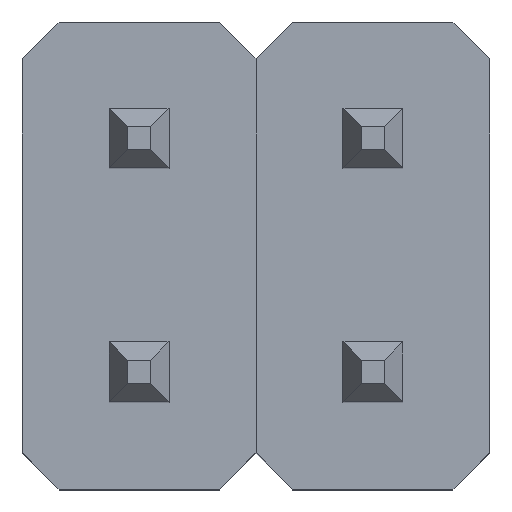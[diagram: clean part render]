
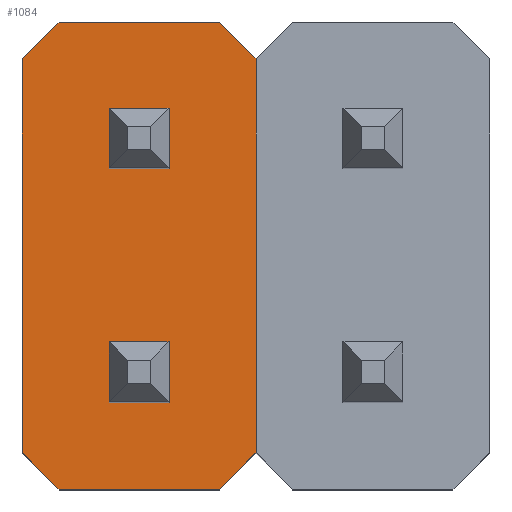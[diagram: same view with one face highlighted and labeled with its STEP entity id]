
A CAD part, top view. The second image highlights one B-rep face of the part: STEP entity #1084.
In plain terms, the highlighted planar face has unit normal (0, 0, 1).
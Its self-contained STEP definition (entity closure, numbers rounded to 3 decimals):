
#541=DIRECTION('',(1.,0.,0.));
#542=VECTOR('',#541,0.65);
#543=CARTESIAN_POINT('',(-0.325,-0.325,-0.4));
#544=LINE('',#543,#542);
#548=DIRECTION('',(0.,1.,0.));
#549=VECTOR('',#548,0.65);
#550=CARTESIAN_POINT('',(0.325,-0.325,-0.4));
#551=LINE('',#550,#549);
#555=DIRECTION('',(-1.,0.,0.));
#556=VECTOR('',#555,0.65);
#557=CARTESIAN_POINT('',(0.325,0.325,-0.4));
#558=LINE('',#557,#556);
#562=DIRECTION('',(0.,-1.,0.));
#563=VECTOR('',#562,0.65);
#564=CARTESIAN_POINT('',(-0.325,0.325,-0.4));
#565=LINE('',#564,#563);
#569=DIRECTION('',(0.,-1.,0.));
#570=VECTOR('',#569,0.65);
#571=CARTESIAN_POINT('',(0.325,-2.215,-0.4));
#572=LINE('',#571,#570);
#576=DIRECTION('',(1.,0.,0.));
#577=VECTOR('',#576,0.65);
#578=CARTESIAN_POINT('',(-0.325,-2.215,-0.4));
#579=LINE('',#578,#577);
#583=DIRECTION('',(0.,1.,0.));
#584=VECTOR('',#583,0.65);
#585=CARTESIAN_POINT('',(-0.325,-2.865,-0.4));
#586=LINE('',#585,#584);
#590=DIRECTION('',(-1.,0.,0.));
#591=VECTOR('',#590,0.65);
#592=CARTESIAN_POINT('',(0.325,-2.865,-0.4));
#593=LINE('',#592,#591);
#597=DIRECTION('',(-0.707,0.707,0.));
#598=VECTOR('',#597,0.566);
#599=CARTESIAN_POINT('',(1.27,0.87,-0.4));
#600=LINE('',#599,#598);
#604=DIRECTION('',(0.,-1.,0.));
#605=VECTOR('',#604,4.28);
#606=CARTESIAN_POINT('',(1.27,0.87,-0.4));
#607=LINE('',#606,#605);
#611=DIRECTION('',(0.707,0.707,0.));
#612=VECTOR('',#611,0.566);
#613=CARTESIAN_POINT('',(0.87,-3.81,-0.4));
#614=LINE('',#613,#612);
#618=DIRECTION('',(-1.,0.,0.));
#619=VECTOR('',#618,1.74);
#620=CARTESIAN_POINT('',(0.87,-3.81,-0.4));
#621=LINE('',#620,#619);
#625=DIRECTION('',(0.707,-0.707,0.));
#626=VECTOR('',#625,0.566);
#627=CARTESIAN_POINT('',(-1.27,-3.41,-0.4));
#628=LINE('',#627,#626);
#632=DIRECTION('',(0.,1.,0.));
#633=VECTOR('',#632,4.28);
#634=CARTESIAN_POINT('',(-1.27,-3.41,-0.4));
#635=LINE('',#634,#633);
#639=DIRECTION('',(-0.707,-0.707,0.));
#640=VECTOR('',#639,0.566);
#641=CARTESIAN_POINT('',(-0.87,1.27,-0.4));
#642=LINE('',#641,#640);
#646=DIRECTION('',(1.,0.,0.));
#647=VECTOR('',#646,1.74);
#648=CARTESIAN_POINT('',(-0.87,1.27,-0.4));
#649=LINE('',#648,#647);
#961=CARTESIAN_POINT('',(1.27,0.87,-0.4));
#962=CARTESIAN_POINT('',(0.87,1.27,-0.4));
#963=VERTEX_POINT('',#961);
#964=VERTEX_POINT('',#962);
#969=CARTESIAN_POINT('',(-0.87,1.27,-0.4));
#970=CARTESIAN_POINT('',(-1.27,0.87,-0.4));
#971=VERTEX_POINT('',#969);
#972=VERTEX_POINT('',#970);
#977=CARTESIAN_POINT('',(-1.27,-3.41,-0.4));
#978=CARTESIAN_POINT('',(-0.87,-3.81,-0.4));
#979=VERTEX_POINT('',#977);
#980=VERTEX_POINT('',#978);
#985=CARTESIAN_POINT('',(0.87,-3.81,-0.4));
#986=CARTESIAN_POINT('',(1.27,-3.41,-0.4));
#987=VERTEX_POINT('',#985);
#988=VERTEX_POINT('',#986);
#1009=CARTESIAN_POINT('',(-0.325,-0.325,-0.4));
#1010=CARTESIAN_POINT('',(0.325,-0.325,-0.4));
#1011=VERTEX_POINT('',#1009);
#1012=VERTEX_POINT('',#1010);
#1013=CARTESIAN_POINT('',(-0.325,0.325,-0.4));
#1014=VERTEX_POINT('',#1013);
#1015=CARTESIAN_POINT('',(0.325,0.325,-0.4));
#1016=VERTEX_POINT('',#1015);
#1025=CARTESIAN_POINT('',(0.325,-2.215,-0.4));
#1026=CARTESIAN_POINT('',(0.325,-2.865,-0.4));
#1027=VERTEX_POINT('',#1025);
#1028=VERTEX_POINT('',#1026);
#1029=CARTESIAN_POINT('',(-0.325,-2.865,-0.4));
#1030=VERTEX_POINT('',#1029);
#1031=CARTESIAN_POINT('',(-0.325,-2.215,-0.4));
#1032=VERTEX_POINT('',#1031);
#1041=CARTESIAN_POINT('',(0.,0.,-0.4));
#1042=DIRECTION('',(0.,0.,1.));
#1043=DIRECTION('',(0.,-1.,0.));
#1044=AXIS2_PLACEMENT_3D('',#1041,#1042,#1043);
#1045=PLANE('',#1044);
#1047=ORIENTED_EDGE('',*,*,#1046,.F.);
#1049=ORIENTED_EDGE('',*,*,#1048,.T.);
#1051=ORIENTED_EDGE('',*,*,#1050,.F.);
#1053=ORIENTED_EDGE('',*,*,#1052,.T.);
#1055=ORIENTED_EDGE('',*,*,#1054,.F.);
#1057=ORIENTED_EDGE('',*,*,#1056,.T.);
#1059=ORIENTED_EDGE('',*,*,#1058,.F.);
#1061=ORIENTED_EDGE('',*,*,#1060,.T.);
#1062=EDGE_LOOP('',(#1047,#1049,#1051,#1053,#1055,#1057,#1059,#1061));
#1063=FACE_OUTER_BOUND('',#1062,.F.);
#1065=ORIENTED_EDGE('',*,*,#1064,.F.);
#1067=ORIENTED_EDGE('',*,*,#1066,.F.);
#1069=ORIENTED_EDGE('',*,*,#1068,.F.);
#1071=ORIENTED_EDGE('',*,*,#1070,.F.);
#1072=EDGE_LOOP('',(#1065,#1067,#1069,#1071));
#1073=FACE_BOUND('',#1072,.F.);
#1075=ORIENTED_EDGE('',*,*,#1074,.T.);
#1077=ORIENTED_EDGE('',*,*,#1076,.T.);
#1079=ORIENTED_EDGE('',*,*,#1078,.T.);
#1081=ORIENTED_EDGE('',*,*,#1080,.T.);
#1082=EDGE_LOOP('',(#1075,#1077,#1079,#1081));
#1083=FACE_BOUND('',#1082,.F.);
#1046=EDGE_CURVE('',#963,#964,#600,.T.);
#1048=EDGE_CURVE('',#963,#988,#607,.T.);
#1050=EDGE_CURVE('',#987,#988,#614,.T.);
#1052=EDGE_CURVE('',#987,#980,#621,.T.);
#1054=EDGE_CURVE('',#979,#980,#628,.T.);
#1056=EDGE_CURVE('',#979,#972,#635,.T.);
#1058=EDGE_CURVE('',#971,#972,#642,.T.);
#1060=EDGE_CURVE('',#971,#964,#649,.T.);
#1064=EDGE_CURVE('',#1027,#1028,#572,.T.);
#1066=EDGE_CURVE('',#1032,#1027,#579,.T.);
#1068=EDGE_CURVE('',#1030,#1032,#586,.T.);
#1070=EDGE_CURVE('',#1028,#1030,#593,.T.);
#1074=EDGE_CURVE('',#1011,#1012,#544,.T.);
#1076=EDGE_CURVE('',#1012,#1016,#551,.T.);
#1078=EDGE_CURVE('',#1016,#1014,#558,.T.);
#1080=EDGE_CURVE('',#1014,#1011,#565,.T.);
#1084=ADVANCED_FACE('',(#1063,#1073,#1083),#1045,.T.);
